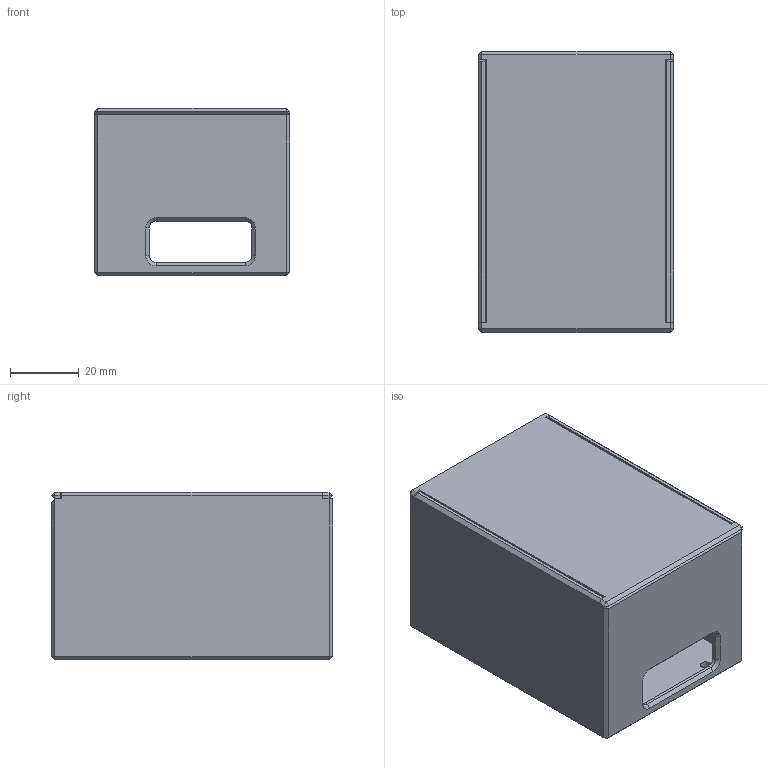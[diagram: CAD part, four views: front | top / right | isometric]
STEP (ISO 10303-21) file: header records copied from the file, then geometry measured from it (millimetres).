
FILE_DESCRIPTION(/* description */ (''),/* implementation_level */ '2;1');
FILE_NAME(/* name */ 'Untitled v2.step',/* time_stamp */ '2024-07-15T21:11:07+08:00',/* author */ (''),/* organization */ (''),/* preprocessor_version */ 'ST-DEVELOPER v20',/* originating_system */ 'Autodesk Translation Framework v13.14.0.145',/* authorisation */ '');
FILE_SCHEMA (('AUTOMOTIVE_DESIGN { 1 0 10303 214 3 1 1 }'));
Length unit declared in the file: millimetre
Products named in the file (1): Untitled
Bounding box: 57 x 82 x 49 mm (x, y, z)
Volume: 40777.4 mm3; surface area: 42273.6 mm2
Topology: 2 solids, 2 shells, 100 faces, 242 edges, 146 vertices
Faces by surface type: plane 77, cylinder 15, cone 8
Full cylindrical faces by diameter (mm): 3 x7
Entity records: 2904 total; most frequent: CARTESIAN_POINT 489, ORIENTED_EDGE 484, DIRECTION 482, EDGE_CURVE 242, LINE 204, VECTOR 204, VERTEX_POINT 146, AXIS2_PLACEMENT_3D 139
